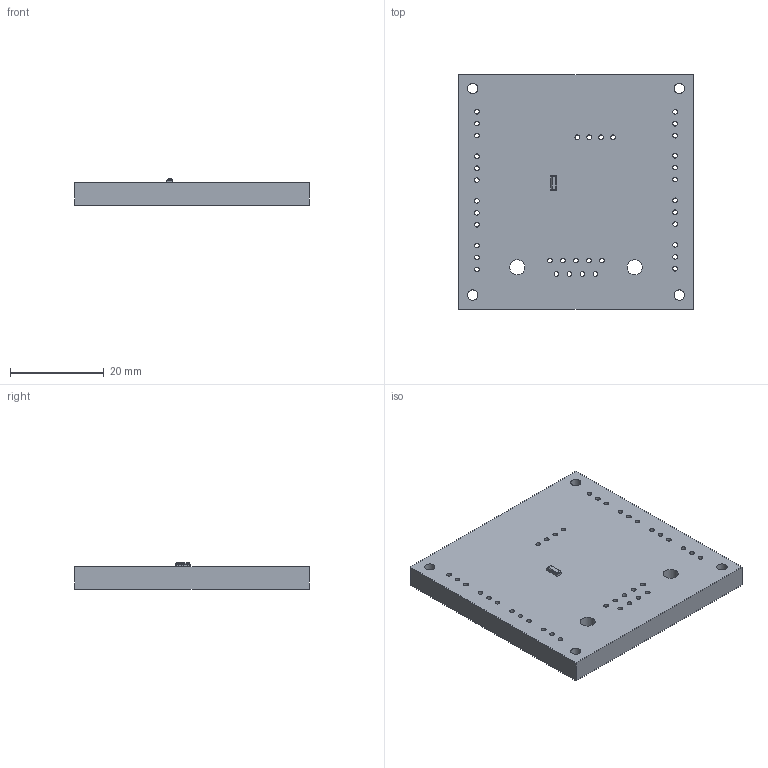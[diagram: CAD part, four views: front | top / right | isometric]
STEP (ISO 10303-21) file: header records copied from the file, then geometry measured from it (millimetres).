
FILE_DESCRIPTION(('KiCad electronic assembly'),'2;1');
FILE_NAME('DGT-01.step','2023-01-28T10:51:06',('Pcbnew'),('Kicad'), 'Open CASCADE STEP processor 7.5','KiCad to STEP converter','Unknown' );
FILE_SCHEMA(('AUTOMOTIVE_DESIGN { 1 0 10303 214 1 1 1 1 }'));
Length unit declared in the file: millimetre
Products named in the file (4): DGT-01 1; CSTNE8M00G55Z000R0; COMPOUND; DGT-01 PCB
Assembly tree (3 placements, depth 3):
  DGT-01 1
    CSTNE8M00G55Z000R0
      COMPOUND
    DGT-01 PCB
Bounding box: 50 x 50 x 5.54 mm (x, y, z)
Volume: 11445 mm3; surface area: 6616.2 mm2
Topology: 8 solids, 8 shells, 107 faces, 265 edges, 170 vertices
Faces by surface type: bspline 58, cylinder 43, plane 6
Full cylindrical faces by diameter (mm): 1 x37, 2.2 x4, 3.2 x2
Entity records: 6798 total; most frequent: CARTESIAN_POINT 2214, DIRECTION 529, ORIENTED_EDGE 522, PCURVE 522, DEFINITIONAL_REPRESENTATION 522, B_SPLINE_CURVE_WITH_KNOTS 340, EDGE_CURVE 261, LINE 251
